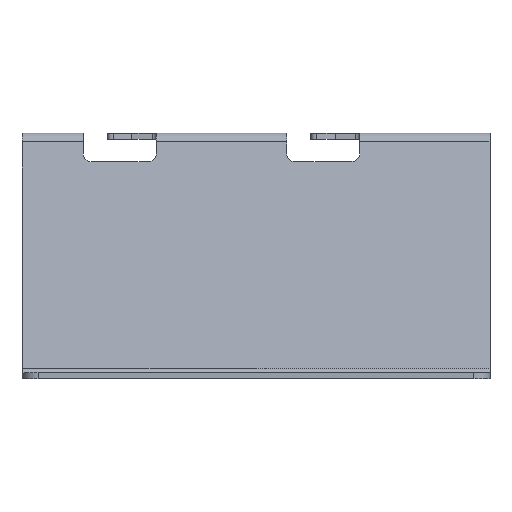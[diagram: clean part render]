
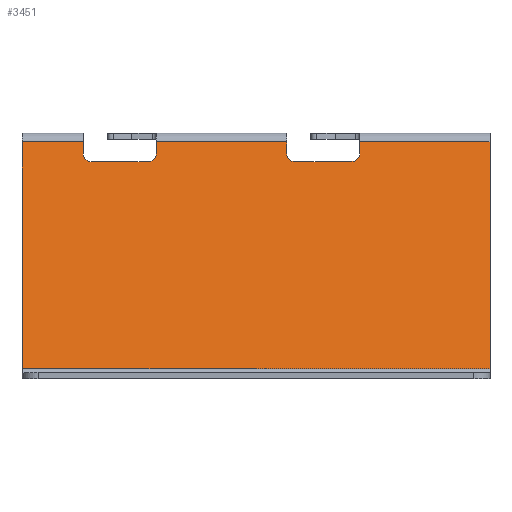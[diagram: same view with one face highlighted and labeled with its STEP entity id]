
A CAD part, front view. The second image highlights one B-rep face of the part: STEP entity #3451.
In plain terms, the highlighted planar face has unit normal (0, -0.974, 0.225).
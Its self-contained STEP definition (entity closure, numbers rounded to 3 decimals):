
#70 = CARTESIAN_POINT ( 'NONE',  ( -26.5, -13.32, -5.051 ) ) ;
#94 = VERTEX_POINT ( 'NONE', #934 ) ;
#142 = EDGE_CURVE ( 'NONE', #2534, #2507, #1888, .T. ) ;
#157 = LINE ( 'NONE', #1978, #2871 ) ;
#242 = LINE ( 'NONE', #3163, #1012 ) ;
#267 = CARTESIAN_POINT ( 'NONE',  ( 57.5, -11.461, 3.001 ) ) ;
#303 = ORIENTED_EDGE ( 'NONE', *, *, #142, .T. ) ;
#307 = DIRECTION ( 'NONE',  ( 0., -0.225, -0.974 ) ) ;
#321 = CARTESIAN_POINT ( 'NONE',  ( 57.5, -12.655, -2.17 ) ) ;
#408 = ORIENTED_EDGE ( 'NONE', *, *, #2283, .F. ) ;
#455 = AXIS2_PLACEMENT_3D ( 'NONE', #4033, #2437, #509 ) ;
#462 = DIRECTION ( 'NONE',  ( 0., -0.225, -0.974 ) ) ;
#476 = EDGE_CURVE ( 'NONE', #3084, #1103, #4148, .T. ) ;
#509 = DIRECTION ( 'NONE',  ( 0., 0.225, 0.974 ) ) ;
#577 = CARTESIAN_POINT ( 'NONE',  ( 57.5, -25.522, -57.903 ) ) ;
#592 = ORIENTED_EDGE ( 'NONE', *, *, #3982, .T. ) ;
#633 = VERTEX_POINT ( 'NONE', #3605 ) ;
#658 = DIRECTION ( 'NONE',  ( 0., 0.225, 0.974 ) ) ;
#671 = CARTESIAN_POINT ( 'NONE',  ( -24.5, -12.655, -2.17 ) ) ;
#688 = CARTESIAN_POINT ( 'NONE',  ( 0., -13.77, -7. ) ) ;
#711 = CARTESIAN_POINT ( 'NONE',  ( 25.5, -11.461, 3.001 ) ) ;
#738 = EDGE_CURVE ( 'NONE', #3204, #1711, #2447, .T. ) ;
#771 = CARTESIAN_POINT ( 'NONE',  ( 23.5, -13.77, -7. ) ) ;
#817 = DIRECTION ( 'NONE',  ( 0., 0.974, -0.225 ) ) ;
#934 = CARTESIAN_POINT ( 'NONE',  ( -42.5, -13.32, -5.051 ) ) ;
#947 = CARTESIAN_POINT ( 'NONE',  ( 7.5, -11.461, 3.001 ) ) ;
#949 = EDGE_CURVE ( 'NONE', #1151, #94, #1255, .T. ) ;
#967 = FACE_OUTER_BOUND ( 'NONE', #1401, .T. ) ;
#988 = CARTESIAN_POINT ( 'NONE',  ( 0., -11.461, 3.001 ) ) ;
#990 = VECTOR ( 'NONE', #3673, 1000. ) ;
#995 = EDGE_CURVE ( 'NONE', #3632, #1151, #1677, .T. ) ;
#1012 = VECTOR ( 'NONE', #2244, 1000. ) ;
#1023 = ORIENTED_EDGE ( 'NONE', *, *, #3219, .T. ) ;
#1080 = EDGE_CURVE ( 'NONE', #3849, #2662, #157, .T. ) ;
#1102 = LINE ( 'NONE', #3946, #990 ) ;
#1103 = VERTEX_POINT ( 'NONE', #1505 ) ;
#1149 = AXIS2_PLACEMENT_3D ( 'NONE', #988, #3522, #658 ) ;
#1151 = VERTEX_POINT ( 'NONE', #3403 ) ;
#1199 = ORIENTED_EDGE ( 'NONE', *, *, #1080, .T. ) ;
#1255 = CIRCLE ( 'NONE', #2333, 2. ) ;
#1274 = VECTOR ( 'NONE', #2908, 1000. ) ;
#1291 = DIRECTION ( 'NONE',  ( 0., 0.225, 0.974 ) ) ;
#1340 = CARTESIAN_POINT ( 'NONE',  ( 9.5, -13.77, -7. ) ) ;
#1401 = EDGE_LOOP ( 'NONE', ( #303, #4121, #2882, #1705, #1199, #2512, #2897, #2770, #1023, #1962, #4146, #408, #2875, #1451, #3059, #592 ) ) ;
#1451 = ORIENTED_EDGE ( 'NONE', *, *, #738, .F. ) ;
#1505 = CARTESIAN_POINT ( 'NONE',  ( 7.5, -12.655, -2.17 ) ) ;
#1530 = EDGE_CURVE ( 'NONE', #2069, #633, #2619, .T. ) ;
#1620 = VECTOR ( 'NONE', #4096, 1000. ) ;
#1659 = VECTOR ( 'NONE', #3519, 1000. ) ;
#1677 = LINE ( 'NONE', #688, #3995 ) ;
#1705 = ORIENTED_EDGE ( 'NONE', *, *, #3003, .F. ) ;
#1711 = VERTEX_POINT ( 'NONE', #2972 ) ;
#1782 = CIRCLE ( 'NONE', #2527, 2. ) ;
#1888 = LINE ( 'NONE', #3218, #1274 ) ;
#1933 = CARTESIAN_POINT ( 'NONE',  ( 7.5, -13.32, -5.051 ) ) ;
#1962 = ORIENTED_EDGE ( 'NONE', *, *, #2022, .F. ) ;
#1978 = CARTESIAN_POINT ( 'NONE',  ( -24.5, -11.461, 3.001 ) ) ;
#2022 = EDGE_CURVE ( 'NONE', #2069, #3247, #3467, .T. ) ;
#2069 = VERTEX_POINT ( 'NONE', #3564 ) ;
#2110 = DIRECTION ( 'NONE',  ( 0., 0.225, 0.974 ) ) ;
#2162 = EDGE_CURVE ( 'NONE', #3204, #2744, #3643, .T. ) ;
#2170 = VECTOR ( 'NONE', #307, 1000. ) ;
#2201 = CARTESIAN_POINT ( 'NONE',  ( 25.5, -12.655, -2.17 ) ) ;
#2227 = CARTESIAN_POINT ( 'NONE',  ( -57.5, -11.461, 3.001 ) ) ;
#2244 = DIRECTION ( 'NONE',  ( 0., 0.225, 0.974 ) ) ;
#2274 = DIRECTION ( 'NONE',  ( 0., 0.225, 0.974 ) ) ;
#2283 = EDGE_CURVE ( 'NONE', #2315, #633, #2736, .T. ) ;
#2315 = VERTEX_POINT ( 'NONE', #2796 ) ;
#2333 = AXIS2_PLACEMENT_3D ( 'NONE', #2820, #2514, #3775 ) ;
#2341 = CIRCLE ( 'NONE', #455, 2. ) ;
#2403 = CARTESIAN_POINT ( 'NONE',  ( 57.5, -12.655, -2.17 ) ) ;
#2427 = CARTESIAN_POINT ( 'NONE',  ( 23.5, -13.32, -5.051 ) ) ;
#2437 = DIRECTION ( 'NONE',  ( 0., 0.974, -0.225 ) ) ;
#2447 = LINE ( 'NONE', #2403, #3138 ) ;
#2477 = CARTESIAN_POINT ( 'NONE',  ( -42.5, -12.655, -2.17 ) ) ;
#2507 = VERTEX_POINT ( 'NONE', #1340 ) ;
#2512 = ORIENTED_EDGE ( 'NONE', *, *, #3136, .T. ) ;
#2514 = DIRECTION ( 'NONE',  ( 0., 0.974, -0.225 ) ) ;
#2518 = CARTESIAN_POINT ( 'NONE',  ( -26.5, -13.77, -7. ) ) ;
#2527 = AXIS2_PLACEMENT_3D ( 'NONE', #2427, #817, #2110 ) ;
#2534 = VERTEX_POINT ( 'NONE', #771 ) ;
#2619 = LINE ( 'NONE', #2227, #2170 ) ;
#2639 = PLANE ( 'NONE',  #1149 ) ;
#2648 = DIRECTION ( 'NONE',  ( 0., -0.225, -0.974 ) ) ;
#2662 = VERTEX_POINT ( 'NONE', #3060 ) ;
#2736 = LINE ( 'NONE', #577, #3998 ) ;
#2744 = VERTEX_POINT ( 'NONE', #4060 ) ;
#2770 = ORIENTED_EDGE ( 'NONE', *, *, #949, .T. ) ;
#2796 = CARTESIAN_POINT ( 'NONE',  ( 57.5, -25.522, -57.903 ) ) ;
#2820 = CARTESIAN_POINT ( 'NONE',  ( -40.5, -13.32, -5.051 ) ) ;
#2871 = VECTOR ( 'NONE', #2648, 1000. ) ;
#2875 = ORIENTED_EDGE ( 'NONE', *, *, #3271, .T. ) ;
#2882 = ORIENTED_EDGE ( 'NONE', *, *, #476, .T. ) ;
#2896 = DIRECTION ( 'NONE',  ( 0., 0.974, -0.225 ) ) ;
#2897 = ORIENTED_EDGE ( 'NONE', *, *, #995, .T. ) ;
#2908 = DIRECTION ( 'NONE',  ( -1., 0., 0. ) ) ;
#2972 = CARTESIAN_POINT ( 'NONE',  ( 57.5, -12.655, -2.17 ) ) ;
#3003 = EDGE_CURVE ( 'NONE', #3849, #1103, #1102, .T. ) ;
#3056 = EDGE_CURVE ( 'NONE', #2507, #3084, #2341, .T. ) ;
#3059 = ORIENTED_EDGE ( 'NONE', *, *, #2162, .T. ) ;
#3060 = CARTESIAN_POINT ( 'NONE',  ( -24.5, -13.32, -5.051 ) ) ;
#3065 = DIRECTION ( 'NONE',  ( 1., 0., 0. ) ) ;
#3084 = VERTEX_POINT ( 'NONE', #1933 ) ;
#3136 = EDGE_CURVE ( 'NONE', #2662, #3632, #3552, .T. ) ;
#3138 = VECTOR ( 'NONE', #3065, 1000. ) ;
#3163 = CARTESIAN_POINT ( 'NONE',  ( -42.5, -11.461, 3.001 ) ) ;
#3168 = AXIS2_PLACEMENT_3D ( 'NONE', #70, #2896, #1291 ) ;
#3204 = VERTEX_POINT ( 'NONE', #2201 ) ;
#3218 = CARTESIAN_POINT ( 'NONE',  ( 0., -13.77, -7. ) ) ;
#3219 = EDGE_CURVE ( 'NONE', #94, #3247, #242, .T. ) ;
#3247 = VERTEX_POINT ( 'NONE', #2477 ) ;
#3271 = EDGE_CURVE ( 'NONE', #2315, #1711, #3764, .T. ) ;
#3403 = CARTESIAN_POINT ( 'NONE',  ( -40.5, -13.77, -7. ) ) ;
#3451 = ADVANCED_FACE ( 'NONE', ( #967 ), #2639, .F. ) ;
#3467 = LINE ( 'NONE', #321, #1659 ) ;
#3469 = VECTOR ( 'NONE', #462, 1000. ) ;
#3519 = DIRECTION ( 'NONE',  ( 1., 0., 0. ) ) ;
#3522 = DIRECTION ( 'NONE',  ( 0., 0.974, -0.225 ) ) ;
#3552 = CIRCLE ( 'NONE', #3168, 2. ) ;
#3564 = CARTESIAN_POINT ( 'NONE',  ( -57.5, -12.655, -2.17 ) ) ;
#3605 = CARTESIAN_POINT ( 'NONE',  ( -57.5, -25.522, -57.903 ) ) ;
#3632 = VERTEX_POINT ( 'NONE', #2518 ) ;
#3643 = LINE ( 'NONE', #711, #3469 ) ;
#3673 = DIRECTION ( 'NONE',  ( 1., 0., 0. ) ) ;
#3710 = DIRECTION ( 'NONE',  ( -1., 0., 0. ) ) ;
#3743 = VECTOR ( 'NONE', #2274, 1000. ) ;
#3764 = LINE ( 'NONE', #267, #1620 ) ;
#3775 = DIRECTION ( 'NONE',  ( 0., 0.225, 0.974 ) ) ;
#3849 = VERTEX_POINT ( 'NONE', #671 ) ;
#3868 = DIRECTION ( 'NONE',  ( -1., 0., 0. ) ) ;
#3946 = CARTESIAN_POINT ( 'NONE',  ( 57.5, -12.655, -2.17 ) ) ;
#3982 = EDGE_CURVE ( 'NONE', #2744, #2534, #1782, .T. ) ;
#3995 = VECTOR ( 'NONE', #3868, 1000. ) ;
#3998 = VECTOR ( 'NONE', #3710, 1000. ) ;
#4033 = CARTESIAN_POINT ( 'NONE',  ( 9.5, -13.32, -5.051 ) ) ;
#4060 = CARTESIAN_POINT ( 'NONE',  ( 25.5, -13.32, -5.051 ) ) ;
#4096 = DIRECTION ( 'NONE',  ( 0., 0.225, 0.974 ) ) ;
#4121 = ORIENTED_EDGE ( 'NONE', *, *, #3056, .T. ) ;
#4146 = ORIENTED_EDGE ( 'NONE', *, *, #1530, .T. ) ;
#4148 = LINE ( 'NONE', #947, #3743 ) ;
